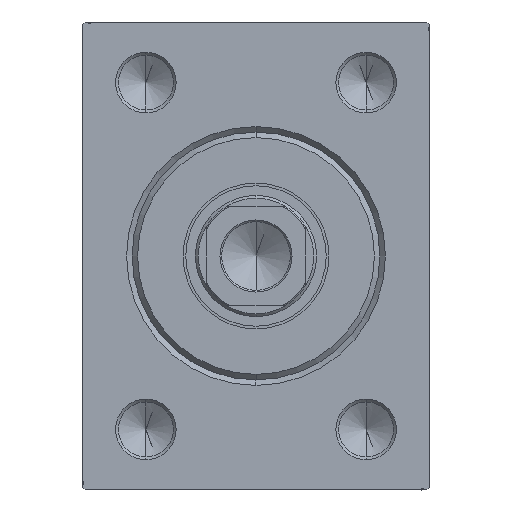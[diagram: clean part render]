
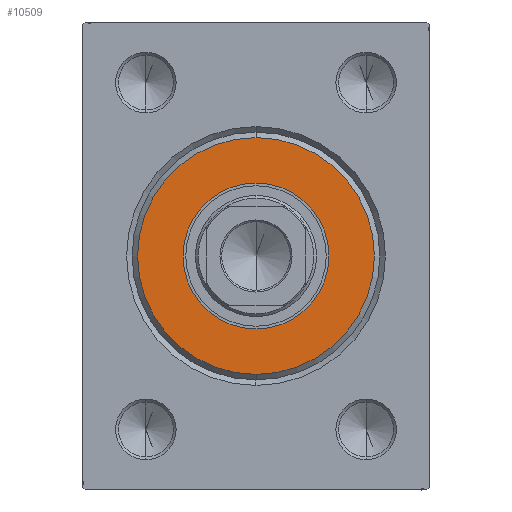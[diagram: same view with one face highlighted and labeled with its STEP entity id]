
A CAD part, left-side view. The second image highlights one B-rep face of the part: STEP entity #10509.
In plain terms, the highlighted face is planar.
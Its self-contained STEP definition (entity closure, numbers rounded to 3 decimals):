
#372 = DIRECTION ( 'NONE',  ( 1., 0., 0. ) ) ;
#1197 = FACE_BOUND ( 'NONE', #24380, .T. ) ;
#1349 = DIRECTION ( 'NONE',  ( 1., 0., 0. ) ) ;
#1481 = ORIENTED_EDGE ( 'NONE', *, *, #12953, .T. ) ;
#2208 = DIRECTION ( 'NONE',  ( 1., 0., 0. ) ) ;
#2284 = CARTESIAN_POINT ( 'NONE',  ( 3., 0., 13.25 ) ) ;
#2664 = EDGE_CURVE ( 'NONE', #21319, #35920, #16016, .T. ) ;
#2807 = ORIENTED_EDGE ( 'NONE', *, *, #20249, .F. ) ;
#3529 = ORIENTED_EDGE ( 'NONE', *, *, #2664, .T. ) ;
#4375 = CARTESIAN_POINT ( 'NONE',  ( 3., 0., 0. ) ) ;
#5273 = EDGE_LOOP ( 'NONE', ( #3529, #1481 ) ) ;
#6019 = AXIS2_PLACEMENT_3D ( 'NONE', #28815, #27174, #9751 ) ;
#8472 = CIRCLE ( 'NONE', #33750, 13.25 ) ;
#9751 = DIRECTION ( 'NONE',  ( 0., 0., -1. ) ) ;
#10509 = ADVANCED_FACE ( 'NONE', ( #18380, #1197 ), #42614, .T. ) ;
#12953 = EDGE_CURVE ( 'NONE', #35920, #21319, #42218, .T. ) ;
#13814 = CIRCLE ( 'NONE', #27547, 13.25 ) ;
#15153 = DIRECTION ( 'NONE',  ( 0., 0., -1. ) ) ;
#16016 = CIRCLE ( 'NONE', #34108, 21.5 ) ;
#16938 = CARTESIAN_POINT ( 'NONE',  ( 3., 0., -21.5 ) ) ;
#18380 = FACE_OUTER_BOUND ( 'NONE', #5273, .T. ) ;
#20249 = EDGE_CURVE ( 'NONE', #25696, #41468, #13814, .T. ) ;
#21319 = VERTEX_POINT ( 'NONE', #29830 ) ;
#22161 = CARTESIAN_POINT ( 'NONE',  ( 3., 0., 0. ) ) ;
#23701 = DIRECTION ( 'NONE',  ( 0., 0., -1. ) ) ;
#24380 = EDGE_LOOP ( 'NONE', ( #2807, #31025 ) ) ;
#24723 = DIRECTION ( 'NONE',  ( 1., 0., 0. ) ) ;
#24855 = AXIS2_PLACEMENT_3D ( 'NONE', #22161, #1349, #15153 ) ;
#25696 = VERTEX_POINT ( 'NONE', #42732 ) ;
#27174 = DIRECTION ( 'NONE',  ( 1., 0., 0. ) ) ;
#27547 = AXIS2_PLACEMENT_3D ( 'NONE', #43851, #2208, #23701 ) ;
#28815 = CARTESIAN_POINT ( 'NONE',  ( 3., 0., 0. ) ) ;
#29830 = CARTESIAN_POINT ( 'NONE',  ( 3., 0., 21.5 ) ) ;
#31025 = ORIENTED_EDGE ( 'NONE', *, *, #40319, .F. ) ;
#31386 = CARTESIAN_POINT ( 'NONE',  ( 3., 0., 0. ) ) ;
#33750 = AXIS2_PLACEMENT_3D ( 'NONE', #31386, #372, #38184 ) ;
#34108 = AXIS2_PLACEMENT_3D ( 'NONE', #4375, #24723, #36426 ) ;
#35920 = VERTEX_POINT ( 'NONE', #16938 ) ;
#36426 = DIRECTION ( 'NONE',  ( 0., 0., -1. ) ) ;
#38184 = DIRECTION ( 'NONE',  ( 0., 0., -1. ) ) ;
#40319 = EDGE_CURVE ( 'NONE', #41468, #25696, #8472, .T. ) ;
#41468 = VERTEX_POINT ( 'NONE', #2284 ) ;
#42218 = CIRCLE ( 'NONE', #24855, 21.5 ) ;
#42614 = PLANE ( 'NONE',  #6019 ) ;
#42732 = CARTESIAN_POINT ( 'NONE',  ( 3., 0., -13.25 ) ) ;
#43851 = CARTESIAN_POINT ( 'NONE',  ( 3., 0., 0. ) ) ;
